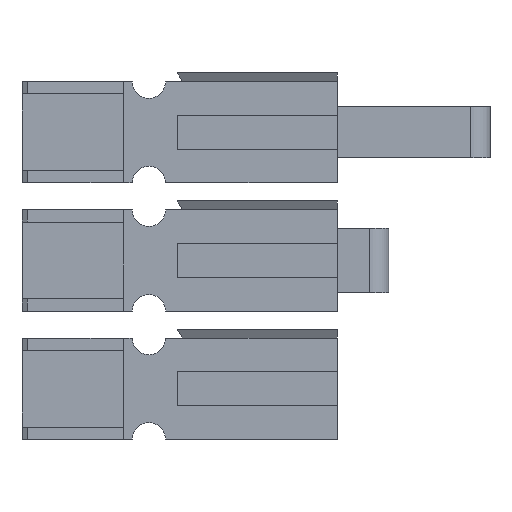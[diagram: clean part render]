
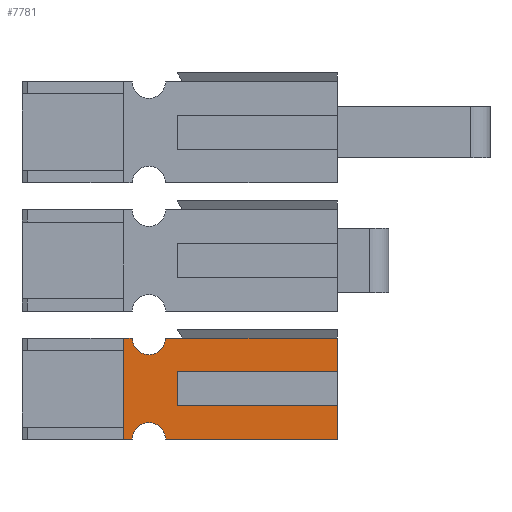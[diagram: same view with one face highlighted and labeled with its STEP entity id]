
A CAD part, front view. The second image highlights one B-rep face of the part: STEP entity #7781.
In plain terms, the highlighted planar face has unit normal (0, -1, 0).
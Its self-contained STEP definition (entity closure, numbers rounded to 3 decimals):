
#107 = AXIS2_PLACEMENT_3D ( 'NONE', #8688, #640, #8192 ) ;
#127 = EDGE_CURVE ( 'NONE', #508, #6217, #5300, .T. ) ;
#223 = AXIS2_PLACEMENT_3D ( 'NONE', #5253, #6647, #4664 ) ;
#229 = LINE ( 'NONE', #7617, #6075 ) ;
#495 = EDGE_CURVE ( 'NONE', #5849, #4891, #5400, .T. ) ;
#508 = VERTEX_POINT ( 'NONE', #3364 ) ;
#576 = EDGE_LOOP ( 'NONE', ( #7499, #3820, #4901, #4115, #1765, #3640, #978, #1270, #739, #4128, #6615, #4682, #848 ) ) ;
#640 = DIRECTION ( 'NONE',  ( 0., 1., 0. ) ) ;
#739 = ORIENTED_EDGE ( 'NONE', *, *, #4211, .F. ) ;
#766 = CIRCLE ( 'NONE', #223, 1.3 ) ;
#796 = CARTESIAN_POINT ( 'NONE',  ( -14.7, -3.95, 3.95 ) ) ;
#848 = ORIENTED_EDGE ( 'NONE', *, *, #3846, .F. ) ;
#861 = VERTEX_POINT ( 'NONE', #6672 ) ;
#978 = ORIENTED_EDGE ( 'NONE', *, *, #6439, .F. ) ;
#1056 = EDGE_CURVE ( 'NONE', #3513, #8643, #6387, .T. ) ;
#1099 = LINE ( 'NONE', #2894, #7008 ) ;
#1101 = CARTESIAN_POINT ( 'NONE',  ( -16.7, -3.95, 0. ) ) ;
#1103 = CARTESIAN_POINT ( 'NONE',  ( -12.5, -3.95, 1.316 ) ) ;
#1270 = ORIENTED_EDGE ( 'NONE', *, *, #8419, .F. ) ;
#1288 = CIRCLE ( 'NONE', #5188, 1.3 ) ;
#1351 = CARTESIAN_POINT ( 'NONE',  ( 0., -3.95, 1.316 ) ) ;
#1407 = DIRECTION ( 'NONE',  ( 0., -1., 0. ) ) ;
#1522 = CARTESIAN_POINT ( 'NONE',  ( 0., -3.95, 3.95 ) ) ;
#1765 = ORIENTED_EDGE ( 'NONE', *, *, #4265, .F. ) ;
#1878 = VERTEX_POINT ( 'NONE', #6900 ) ;
#1965 = DIRECTION ( 'NONE',  ( 0., 0., -1. ) ) ;
#2028 = CARTESIAN_POINT ( 'NONE',  ( 0., -3.95, -3.95 ) ) ;
#2314 = LINE ( 'NONE', #7789, #5137 ) ;
#2501 = DIRECTION ( 'NONE',  ( 1., 0., 0. ) ) ;
#2547 = VERTEX_POINT ( 'NONE', #2731 ) ;
#2574 = EDGE_CURVE ( 'NONE', #6669, #5785, #2314, .T. ) ;
#2716 = FACE_OUTER_BOUND ( 'NONE', #576, .T. ) ;
#2731 = CARTESIAN_POINT ( 'NONE',  ( -16.7, -3.95, 3.95 ) ) ;
#2894 = CARTESIAN_POINT ( 'NONE',  ( 0., -3.95, -3.95 ) ) ;
#2943 = AXIS2_PLACEMENT_3D ( 'NONE', #7566, #8159, #6410 ) ;
#3145 = LINE ( 'NONE', #4789, #3201 ) ;
#3201 = VECTOR ( 'NONE', #7273, 1000. ) ;
#3253 = VECTOR ( 'NONE', #3279, 1000. ) ;
#3270 = VERTEX_POINT ( 'NONE', #8004 ) ;
#3279 = DIRECTION ( 'NONE',  ( 0., 0., -1. ) ) ;
#3364 = CARTESIAN_POINT ( 'NONE',  ( -13.4, -3.95, -3.95 ) ) ;
#3513 = VERTEX_POINT ( 'NONE', #1103 ) ;
#3526 = CARTESIAN_POINT ( 'NONE',  ( -14.7, -3.95, -1.316 ) ) ;
#3640 = ORIENTED_EDGE ( 'NONE', *, *, #2574, .F. ) ;
#3651 = DIRECTION ( 'NONE',  ( -1., 0., 0. ) ) ;
#3820 = ORIENTED_EDGE ( 'NONE', *, *, #7281, .T. ) ;
#3846 = EDGE_CURVE ( 'NONE', #4891, #508, #3145, .T. ) ;
#4115 = ORIENTED_EDGE ( 'NONE', *, *, #1056, .T. ) ;
#4128 = ORIENTED_EDGE ( 'NONE', *, *, #4573, .F. ) ;
#4211 = EDGE_CURVE ( 'NONE', #2547, #3270, #5781, .T. ) ;
#4247 = DIRECTION ( 'NONE',  ( 0., 0., -1. ) ) ;
#4265 = EDGE_CURVE ( 'NONE', #5785, #8643, #1099, .T. ) ;
#4573 = EDGE_CURVE ( 'NONE', #5863, #2547, #4724, .T. ) ;
#4664 = DIRECTION ( 'NONE',  ( 0., 0., 1. ) ) ;
#4682 = ORIENTED_EDGE ( 'NONE', *, *, #127, .F. ) ;
#4724 = LINE ( 'NONE', #1101, #7739 ) ;
#4789 = CARTESIAN_POINT ( 'NONE',  ( -13.4, -3.95, -3.95 ) ) ;
#4891 = VERTEX_POINT ( 'NONE', #5046 ) ;
#4901 = ORIENTED_EDGE ( 'NONE', *, *, #8153, .F. ) ;
#5046 = CARTESIAN_POINT ( 'NONE',  ( 0., -3.95, -3.95 ) ) ;
#5055 = LINE ( 'NONE', #3526, #8071 ) ;
#5137 = VECTOR ( 'NONE', #8428, 1000. ) ;
#5188 = AXIS2_PLACEMENT_3D ( 'NONE', #796, #1407, #7527 ) ;
#5253 = CARTESIAN_POINT ( 'NONE',  ( -14.7, -3.95, 3.95 ) ) ;
#5300 = CIRCLE ( 'NONE', #2943, 1.3 ) ;
#5369 = CARTESIAN_POINT ( 'NONE',  ( -16.7, -3.95, -3.95 ) ) ;
#5400 = LINE ( 'NONE', #2028, #8304 ) ;
#5603 = CARTESIAN_POINT ( 'NONE',  ( -13.4, -3.95, 3.95 ) ) ;
#5781 = LINE ( 'NONE', #7087, #5939 ) ;
#5785 = VERTEX_POINT ( 'NONE', #1522 ) ;
#5849 = VERTEX_POINT ( 'NONE', #6221 ) ;
#5863 = VERTEX_POINT ( 'NONE', #5369 ) ;
#5939 = VECTOR ( 'NONE', #7309, 1000. ) ;
#6075 = VECTOR ( 'NONE', #8376, 1000. ) ;
#6217 = VERTEX_POINT ( 'NONE', #7618 ) ;
#6221 = CARTESIAN_POINT ( 'NONE',  ( 0., -3.95, -1.316 ) ) ;
#6275 = LINE ( 'NONE', #8594, #3253 ) ;
#6387 = LINE ( 'NONE', #7236, #6452 ) ;
#6410 = DIRECTION ( 'NONE',  ( 0., 0., 1. ) ) ;
#6439 = EDGE_CURVE ( 'NONE', #861, #6669, #1288, .T. ) ;
#6452 = VECTOR ( 'NONE', #2501, 1000. ) ;
#6615 = ORIENTED_EDGE ( 'NONE', *, *, #8333, .F. ) ;
#6647 = DIRECTION ( 'NONE',  ( 0., -1., 0. ) ) ;
#6669 = VERTEX_POINT ( 'NONE', #5603 ) ;
#6672 = CARTESIAN_POINT ( 'NONE',  ( -14.7, -3.95, 2.65 ) ) ;
#6900 = CARTESIAN_POINT ( 'NONE',  ( -12.5, -3.95, -1.316 ) ) ;
#7008 = VECTOR ( 'NONE', #4247, 1000. ) ;
#7087 = CARTESIAN_POINT ( 'NONE',  ( -24.6, -3.95, 3.95 ) ) ;
#7227 = DIRECTION ( 'NONE',  ( 0., 0., 1. ) ) ;
#7236 = CARTESIAN_POINT ( 'NONE',  ( -14.7, -3.95, 1.316 ) ) ;
#7273 = DIRECTION ( 'NONE',  ( -1., 0., 0. ) ) ;
#7281 = EDGE_CURVE ( 'NONE', #5849, #1878, #5055, .T. ) ;
#7309 = DIRECTION ( 'NONE',  ( 1., 0., 0. ) ) ;
#7499 = ORIENTED_EDGE ( 'NONE', *, *, #495, .F. ) ;
#7527 = DIRECTION ( 'NONE',  ( 0., 0., 1. ) ) ;
#7566 = CARTESIAN_POINT ( 'NONE',  ( -14.7, -3.95, -3.95 ) ) ;
#7617 = CARTESIAN_POINT ( 'NONE',  ( -24.6, -3.95, -3.95 ) ) ;
#7618 = CARTESIAN_POINT ( 'NONE',  ( -16., -3.95, -3.95 ) ) ;
#7739 = VECTOR ( 'NONE', #7227, 1000. ) ;
#7781 = ADVANCED_FACE ( 'NONE', ( #2716 ), #8025, .F. ) ;
#7789 = CARTESIAN_POINT ( 'NONE',  ( -13.4, -3.95, 3.95 ) ) ;
#8004 = CARTESIAN_POINT ( 'NONE',  ( -16., -3.95, 3.95 ) ) ;
#8025 = PLANE ( 'NONE',  #107 ) ;
#8071 = VECTOR ( 'NONE', #3651, 1000. ) ;
#8153 = EDGE_CURVE ( 'NONE', #3513, #1878, #6275, .T. ) ;
#8159 = DIRECTION ( 'NONE',  ( 0., -1., 0. ) ) ;
#8192 = DIRECTION ( 'NONE',  ( 0., 0., 1. ) ) ;
#8304 = VECTOR ( 'NONE', #1965, 1000. ) ;
#8333 = EDGE_CURVE ( 'NONE', #6217, #5863, #229, .T. ) ;
#8376 = DIRECTION ( 'NONE',  ( -1., 0., 0. ) ) ;
#8419 = EDGE_CURVE ( 'NONE', #3270, #861, #766, .T. ) ;
#8428 = DIRECTION ( 'NONE',  ( 1., 0., 0. ) ) ;
#8594 = CARTESIAN_POINT ( 'NONE',  ( -12.5, -3.95, 3.95 ) ) ;
#8643 = VERTEX_POINT ( 'NONE', #1351 ) ;
#8688 = CARTESIAN_POINT ( 'NONE',  ( -14.7, -3.95, 3.95 ) ) ;
